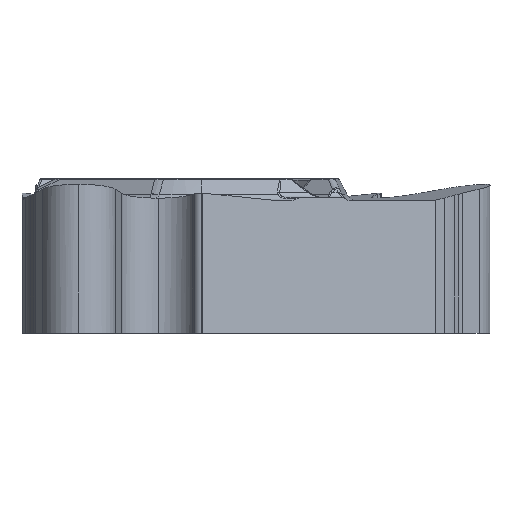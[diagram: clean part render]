
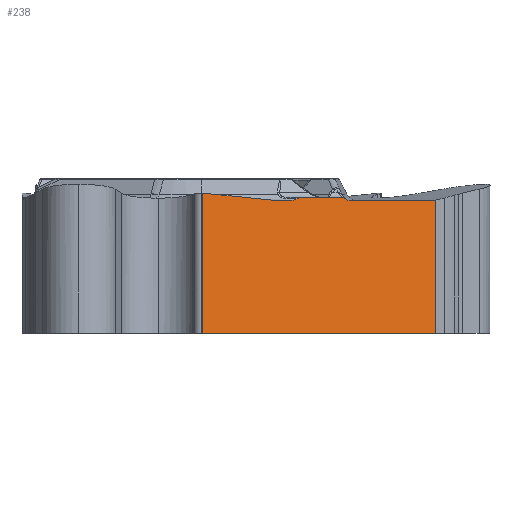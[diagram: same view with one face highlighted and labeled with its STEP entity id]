
A CAD part, front view. The second image highlights one B-rep face of the part: STEP entity #238.
In plain terms, the highlighted planar face has unit normal (0.5, -0.866, 0).
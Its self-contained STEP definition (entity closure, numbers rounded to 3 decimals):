
#238=ADVANCED_FACE('',(#522),#469,.F.);
#469=PLANE('',#3851);
#522=FACE_OUTER_BOUND('',#747,.T.);
#747=EDGE_LOOP('',(#1212,#1213,#1214,#1215,#1216,#1217,#1218,#1219,#1220,
#1221,#1222,#1223,#1224,#1225));
#987=ELLIPSE('',#3847,0.377,0.32);
#988=ELLIPSE('',#3848,0.177,0.15);
#989=ELLIPSE('',#3849,0.3,0.15);
#990=ELLIPSE('',#3850,0.64,0.32);
#1059=CIRCLE('',#3846,0.32);
#1212=ORIENTED_EDGE('',*,*,#2676,.F.);
#1213=ORIENTED_EDGE('',*,*,#2677,.T.);
#1214=ORIENTED_EDGE('',*,*,#2678,.F.);
#1215=ORIENTED_EDGE('',*,*,#2679,.F.);
#1216=ORIENTED_EDGE('',*,*,#2680,.T.);
#1217=ORIENTED_EDGE('',*,*,#2681,.T.);
#1218=ORIENTED_EDGE('',*,*,#2682,.T.);
#1219=ORIENTED_EDGE('',*,*,#2683,.F.);
#1220=ORIENTED_EDGE('',*,*,#2684,.F.);
#1221=ORIENTED_EDGE('',*,*,#2685,.F.);
#1222=ORIENTED_EDGE('',*,*,#2686,.F.);
#1223=ORIENTED_EDGE('',*,*,#2687,.T.);
#1224=ORIENTED_EDGE('',*,*,#2688,.T.);
#1225=ORIENTED_EDGE('',*,*,#2689,.F.);
#2338=VERTEX_POINT('',#5538);
#2339=VERTEX_POINT('',#5539);
#2340=VERTEX_POINT('',#5541);
#2341=VERTEX_POINT('',#5543);
#2342=VERTEX_POINT('',#5545);
#2343=VERTEX_POINT('',#5547);
#2344=VERTEX_POINT('',#5549);
#2345=VERTEX_POINT('',#5551);
#2346=VERTEX_POINT('',#5553);
#2347=VERTEX_POINT('',#5555);
#2348=VERTEX_POINT('',#5557);
#2349=VERTEX_POINT('',#5565);
#2350=VERTEX_POINT('',#5567);
#2351=VERTEX_POINT('',#5569);
#2676=EDGE_CURVE('',#2338,#2339,#3233,.T.);
#2677=EDGE_CURVE('',#2338,#2340,#3234,.T.);
#2678=EDGE_CURVE('',#2341,#2340,#3235,.T.);
#2679=EDGE_CURVE('',#2342,#2341,#3236,.T.);
#2680=EDGE_CURVE('',#2342,#2343,#1059,.T.);
#2681=EDGE_CURVE('',#2343,#2344,#3237,.T.);
#2682=EDGE_CURVE('',#2344,#2345,#987,.T.);
#2683=EDGE_CURVE('',#2346,#2345,#988,.T.);
#2684=EDGE_CURVE('',#2347,#2346,#3238,.T.);
#2685=EDGE_CURVE('',#2348,#2347,#989,.T.);
#2686=EDGE_CURVE('',#2349,#2348,#3690,.T.);
#2687=EDGE_CURVE('',#2349,#2350,#3239,.T.);
#2688=EDGE_CURVE('',#2350,#2351,#990,.T.);
#2689=EDGE_CURVE('',#2339,#2351,#3240,.T.);
#3233=LINE('',#5537,#3458);
#3234=LINE('',#5540,#3459);
#3235=LINE('',#5542,#3460);
#3236=LINE('',#5544,#3461);
#3237=LINE('',#5548,#3462);
#3238=LINE('',#5554,#3463);
#3239=LINE('',#5566,#3464);
#3240=LINE('',#5570,#3465);
#3458=VECTOR('',#4225,1.);
#3459=VECTOR('',#4226,1.);
#3460=VECTOR('',#4227,1.);
#3461=VECTOR('',#4228,1.);
#3462=VECTOR('',#4231,1.);
#3463=VECTOR('',#4236,1.);
#3464=VECTOR('',#4239,1.);
#3465=VECTOR('',#4242,1.);
#3690=B_SPLINE_CURVE_WITH_KNOTS('',3,(#5558,#5559,#5560,#5561,#5562,#5563,
#5564),.UNSPECIFIED.,.F.,.F.,(4,3,4),(0.,0.497,1.),
 .UNSPECIFIED.);
#3846=AXIS2_PLACEMENT_3D('',#5546,#4229,#4230);
#3847=AXIS2_PLACEMENT_3D('',#5550,#4232,#4233);
#3848=AXIS2_PLACEMENT_3D('',#5552,#4234,#4235);
#3849=AXIS2_PLACEMENT_3D('',#5556,#4237,#4238);
#3850=AXIS2_PLACEMENT_3D('',#5568,#4240,#4241);
#3851=AXIS2_PLACEMENT_3D('',#5571,#4243,#4244);
#4225=DIRECTION('',(0.,0.,1.));
#4226=DIRECTION('',(0.866,0.5,0.));
#4227=DIRECTION('',(0.,0.,-1.));
#4228=DIRECTION('',(0.853,0.492,0.174));
#4229=DIRECTION('',(-0.5,0.866,0.));
#4230=DIRECTION('',(-0.866,-0.5,0.));
#4231=DIRECTION('',(-0.866,-0.5,0.));
#4232=DIRECTION('',(-0.5,0.866,0.));
#4233=DIRECTION('',(-0.866,-0.5,0.));
#4234=DIRECTION('',(-0.5,0.866,0.));
#4235=DIRECTION('',(-0.866,-0.5,0.));
#4236=DIRECTION('',(0.866,0.5,0.));
#4237=DIRECTION('',(-0.5,0.866,0.));
#4238=DIRECTION('',(0.866,0.5,0.));
#4239=DIRECTION('',(-0.866,-0.5,0.));
#4240=DIRECTION('',(-0.5,0.866,0.));
#4241=DIRECTION('',(-0.866,-0.5,0.));
#4242=DIRECTION('',(0.863,0.498,-0.088));
#4243=DIRECTION('',(-0.5,0.866,0.));
#4244=DIRECTION('',(-0.866,-0.5,0.));
#5537=CARTESIAN_POINT('',(0.033,-5.48,0.));
#5538=CARTESIAN_POINT('',(0.033,-5.48,-3.97));
#5539=CARTESIAN_POINT('',(0.033,-5.48,-0.25));
#5540=CARTESIAN_POINT('',(8.733,-0.457,-3.97));
#5541=CARTESIAN_POINT('',(6.215,-1.911,-3.97));
#5542=CARTESIAN_POINT('',(6.215,-1.911,0.));
#5543=CARTESIAN_POINT('',(6.215,-1.911,-0.436));
#5544=CARTESIAN_POINT('',(-3.599,-7.577,-2.434));
#5545=CARTESIAN_POINT('',(6.121,-1.965,-0.455));
#5546=CARTESIAN_POINT('',(6.073,-1.993,-0.14));
#5547=CARTESIAN_POINT('',(6.073,-1.993,-0.46));
#5548=CARTESIAN_POINT('',(-3.971,-7.792,-0.46));
#5549=CARTESIAN_POINT('',(4.005,-3.187,-0.46));
#5550=CARTESIAN_POINT('',(4.005,-3.187,-0.14));
#5551=CARTESIAN_POINT('',(3.813,-3.298,-0.399));
#5552=CARTESIAN_POINT('',(3.723,-3.35,-0.52));
#5553=CARTESIAN_POINT('',(3.723,-3.35,-0.37));
#5554=CARTESIAN_POINT('',(-3.971,-7.792,-0.37));
#5555=CARTESIAN_POINT('',(2.693,-3.945,-0.37));
#5556=CARTESIAN_POINT('',(2.693,-3.945,-0.52));
#5557=CARTESIAN_POINT('',(2.538,-4.034,-0.4));
#5558=CARTESIAN_POINT('',(2.222,-4.216,-0.46));
#5559=CARTESIAN_POINT('',(2.275,-4.186,-0.46));
#5560=CARTESIAN_POINT('',(2.329,-4.155,-0.455));
#5561=CARTESIAN_POINT('',(2.381,-4.124,-0.446));
#5562=CARTESIAN_POINT('',(2.435,-4.094,-0.436));
#5563=CARTESIAN_POINT('',(2.487,-4.063,-0.421));
#5564=CARTESIAN_POINT('',(2.538,-4.034,-0.4));
#5565=CARTESIAN_POINT('',(2.222,-4.216,-0.46));
#5566=CARTESIAN_POINT('',(8.733,-0.457,-0.46));
#5567=CARTESIAN_POINT('',(2.141,-4.263,-0.46));
#5568=CARTESIAN_POINT('',(2.141,-4.263,-0.14));
#5569=CARTESIAN_POINT('',(2.045,-4.319,-0.455));
#5570=CARTESIAN_POINT('',(8.647,-0.507,-1.127));
#5571=CARTESIAN_POINT('',(8.733,-0.457,0.));
